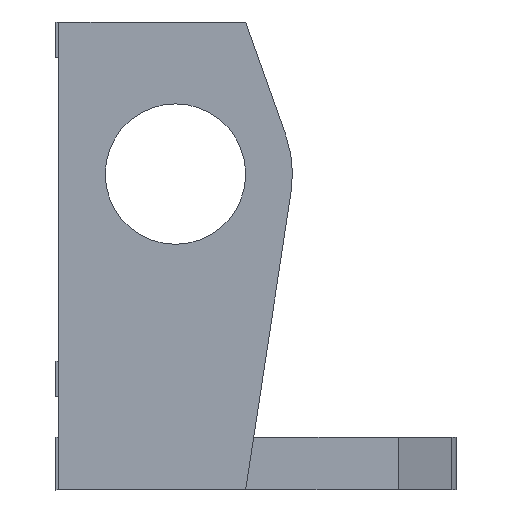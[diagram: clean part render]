
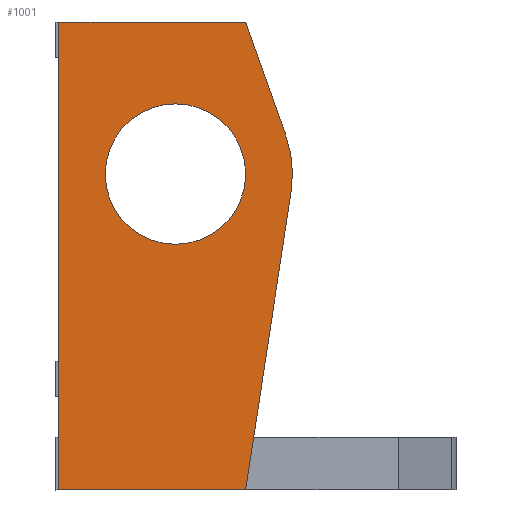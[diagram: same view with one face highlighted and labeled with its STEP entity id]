
A CAD part, front view. The second image highlights one B-rep face of the part: STEP entity #1001.
In plain terms, the highlighted planar face has unit normal (0, -1, 0).
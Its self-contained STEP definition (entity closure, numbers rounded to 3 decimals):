
#20=FACE_BOUND('',#118,.T.);
#58=FACE_OUTER_BOUND('',#117,.T.);
#117=EDGE_LOOP('',(#728,#729,#730,#731,#732,#733,#734,#735,#736));
#118=EDGE_LOOP('',(#737));
#172=LINE('',#1467,#276);
#180=LINE('',#1489,#284);
#181=LINE('',#1491,#285);
#187=LINE('',#1506,#291);
#205=LINE('',#1569,#309);
#206=LINE('',#1573,#310);
#207=LINE('',#1575,#311);
#208=LINE('',#1576,#312);
#276=VECTOR('',#1166,10.);
#284=VECTOR('',#1178,10.);
#285=VECTOR('',#1179,10.);
#291=VECTOR('',#1193,10.);
#309=VECTOR('',#1251,10.);
#310=VECTOR('',#1254,10.);
#311=VECTOR('',#1255,10.);
#312=VECTOR('',#1256,10.);
#382=CIRCLE('',#1071,6.);
#391=CIRCLE('',#1086,10.);
#421=VERTEX_POINT('',#1460);
#423=VERTEX_POINT('',#1466);
#430=VERTEX_POINT('',#1486);
#431=VERTEX_POINT('',#1488);
#432=VERTEX_POINT('',#1490);
#446=VERTEX_POINT('',#1525);
#462=VERTEX_POINT('',#1568);
#463=VERTEX_POINT('',#1570);
#464=VERTEX_POINT('',#1572);
#465=VERTEX_POINT('',#1574);
#517=EDGE_CURVE('',#423,#421,#172,.T.);
#526=EDGE_CURVE('',#431,#430,#180,.T.);
#527=EDGE_CURVE('',#432,#431,#181,.T.);
#535=EDGE_CURVE('',#430,#423,#187,.T.);
#546=EDGE_CURVE('',#446,#446,#382,.T.);
#566=EDGE_CURVE('',#421,#462,#205,.T.);
#567=EDGE_CURVE('',#462,#463,#391,.T.);
#568=EDGE_CURVE('',#463,#464,#206,.T.);
#569=EDGE_CURVE('',#464,#465,#207,.T.);
#570=EDGE_CURVE('',#465,#432,#208,.T.);
#728=ORIENTED_EDGE('',*,*,#527,.T.);
#729=ORIENTED_EDGE('',*,*,#526,.T.);
#730=ORIENTED_EDGE('',*,*,#535,.T.);
#731=ORIENTED_EDGE('',*,*,#517,.T.);
#732=ORIENTED_EDGE('',*,*,#566,.T.);
#733=ORIENTED_EDGE('',*,*,#567,.T.);
#734=ORIENTED_EDGE('',*,*,#568,.T.);
#735=ORIENTED_EDGE('',*,*,#569,.T.);
#736=ORIENTED_EDGE('',*,*,#570,.T.);
#737=ORIENTED_EDGE('',*,*,#546,.F.);
#960=PLANE('',#1085);
#1001=ADVANCED_FACE('',(#58,#20),#960,.F.);
#1071=AXIS2_PLACEMENT_3D('',#1527,#1210,#1211);
#1085=AXIS2_PLACEMENT_3D('',#1567,#1249,#1250);
#1086=AXIS2_PLACEMENT_3D('',#1571,#1252,#1253);
#1166=DIRECTION('',(0.151,0.,0.989));
#1178=DIRECTION('',(0.,0.,-1.));
#1179=DIRECTION('',(0.,0.,-1.));
#1193=DIRECTION('',(1.,0.,0.));
#1210=DIRECTION('center_axis',(0.,-1.,0.));
#1211=DIRECTION('ref_axis',(1.,0.,0.));
#1249=DIRECTION('center_axis',(0.,1.,0.));
#1250=DIRECTION('ref_axis',(0.,0.,1.));
#1251=DIRECTION('',(0.151,0.,0.989));
#1252=DIRECTION('center_axis',(0.,-1.,0.));
#1253=DIRECTION('ref_axis',(-1.,0.,0.));
#1254=DIRECTION('',(-0.334,0.,0.942));
#1255=DIRECTION('',(-1.,0.,0.));
#1256=DIRECTION('',(-1.,0.,0.));
#1460=CARTESIAN_POINT('',(6.686,-57.5,-22.5));
#1466=CARTESIAN_POINT('',(6.,-57.5,-27.));
#1467=CARTESIAN_POINT('',(10.109,-57.5,-0.041));
#1486=CARTESIAN_POINT('',(-10.,-57.5,-27.));
#1488=CARTESIAN_POINT('',(-10.,-57.5,-22.5));
#1489=CARTESIAN_POINT('',(-10.,-57.5,-12.));
#1490=CARTESIAN_POINT('',(-10.,-57.5,13.));
#1491=CARTESIAN_POINT('',(-10.,-57.5,-12.));
#1506=CARTESIAN_POINT('',(0.,-57.5,-27.));
#1525=CARTESIAN_POINT('',(-6.,-57.5,0.));
#1527=CARTESIAN_POINT('Origin',(0.,-57.5,
0.));
#1567=CARTESIAN_POINT('Origin',(0.,-57.5,
3.));
#1568=CARTESIAN_POINT('',(9.886,-57.5,-1.507));
#1569=CARTESIAN_POINT('',(10.109,-57.5,-0.041));
#1570=CARTESIAN_POINT('',(9.425,-57.5,3.342));
#1571=CARTESIAN_POINT('Origin',(0.,-57.5,
0.));
#1572=CARTESIAN_POINT('',(6.,-57.5,13.));
#1573=CARTESIAN_POINT('',(7.24,-57.5,9.504));
#1574=CARTESIAN_POINT('',(-6.,-57.5,13.));
#1575=CARTESIAN_POINT('',(0.,-57.5,13.));
#1576=CARTESIAN_POINT('',(-5.,-57.5,13.));
